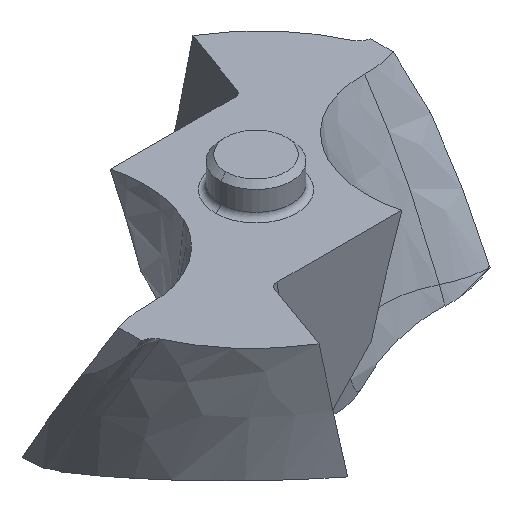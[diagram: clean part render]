
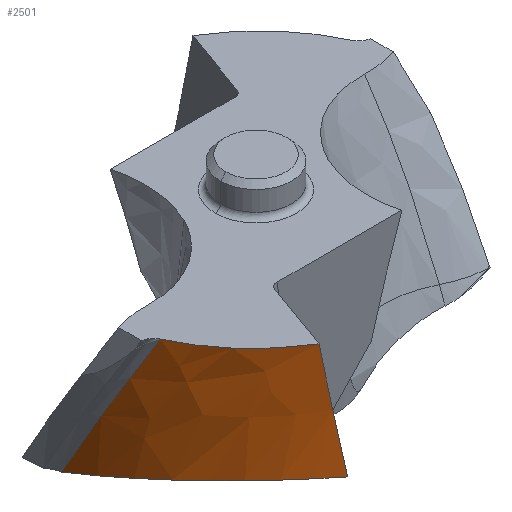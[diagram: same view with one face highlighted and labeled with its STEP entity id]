
A CAD part, isometric view. The second image highlights one B-rep face of the part: STEP entity #2501.
In plain terms, the highlighted free-form (B-spline) face has degree [3, 3] with [7, 5] control points.
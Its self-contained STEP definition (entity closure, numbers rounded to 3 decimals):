
#191=CARTESIAN_POINT('',(-2.847,-4.606,
0.));
#192=CARTESIAN_POINT('',(-3.222,-4.382,
0.));
#193=CARTESIAN_POINT('',(-4.065,-3.726,
0.));
#194=CARTESIAN_POINT('',(-4.684,-2.844,0.));
#195=CARTESIAN_POINT('',(-4.948,-2.278,
0.));
#428=CARTESIAN_POINT('',(-5.45,-0.028,
-4.085));
#429=CARTESIAN_POINT('',(-5.45,-0.21,
-4.016));
#430=CARTESIAN_POINT('',(-5.43,-0.563,
-3.886));
#431=CARTESIAN_POINT('',(-5.353,-1.064,
-3.72));
#432=CARTESIAN_POINT('',(-5.232,-1.544,
-3.578));
#433=CARTESIAN_POINT('',(-5.084,-1.975,
-3.465));
#434=CARTESIAN_POINT('',(-4.86,-2.469,
-3.355));
#435=CARTESIAN_POINT('',(-4.594,-2.921,
-3.277));
#436=CARTESIAN_POINT('',(-4.296,-3.333,
-3.226));
#437=CARTESIAN_POINT('',(-3.963,-3.712,
-3.2));
#438=CARTESIAN_POINT('',(-3.599,-4.056,
-3.199));
#439=CARTESIAN_POINT('',(-3.198,-4.369,
-3.224));
#440=CARTESIAN_POINT('',(-2.774,-4.642,
-3.273));
#441=CARTESIAN_POINT('',(-2.471,-4.8,
-3.322));
#442=CARTESIAN_POINT('',(-2.315,-4.872,
-3.35));
#761=CARTESIAN_POINT('',(-5.45,-0.028,
-4.085));
#786=CARTESIAN_POINT('',(-5.45,-0.028,
-4.085));
#787=CARTESIAN_POINT('',(-5.45,-0.467,
-3.286));
#788=CARTESIAN_POINT('',(-5.353,-1.23,
-1.924));
#789=CARTESIAN_POINT('',(-5.086,-1.977,
-0.562));
#790=CARTESIAN_POINT('',(-4.948,-2.278,
0.));
#792=CARTESIAN_POINT('',(-2.315,-4.872,
-3.35));
#793=CARTESIAN_POINT('',(-2.336,-4.855,
-3.209));
#794=CARTESIAN_POINT('',(-2.379,-4.821,
-2.912));
#795=CARTESIAN_POINT('',(-2.45,-4.773,
-2.443));
#796=CARTESIAN_POINT('',(-2.534,-4.727,
-1.905));
#797=CARTESIAN_POINT('',(-2.603,-4.695,
-1.471));
#798=CARTESIAN_POINT('',(-2.678,-4.664,
-1.014));
#799=CARTESIAN_POINT('',(-2.759,-4.635,
-0.525));
#800=CARTESIAN_POINT('',(-2.817,-4.616,
-0.178));
#801=CARTESIAN_POINT('',(-2.847,-4.606,
0.));
#965=CARTESIAN_POINT('',(-2.847,-4.606,
0.));
#966=VERTEX_POINT('',#965);
#967=VERTEX_POINT('',#195);
#999=VERTEX_POINT('',#761);
#1000=VERTEX_POINT('',#442);
#2458=CARTESIAN_POINT('',(-2.543,-4.816,
-4.127));
#2459=CARTESIAN_POINT('',(-2.214,-4.921,
-3.313));
#2460=CARTESIAN_POINT('',(-1.551,-5.117,
-1.925));
#2461=CARTESIAN_POINT('',(-0.713,-5.297,
-0.536));
#2462=CARTESIAN_POINT('',(-0.337,-5.363,
0.039));
#2463=CARTESIAN_POINT('',(-2.599,-4.786,
-4.127));
#2464=CARTESIAN_POINT('',(-2.271,-4.896,
-3.313));
#2465=CARTESIAN_POINT('',(-1.61,-5.101,
-1.925));
#2466=CARTESIAN_POINT('',(-0.774,-5.29,
-0.536));
#2467=CARTESIAN_POINT('',(-0.399,-5.36,
0.039));
#2468=CARTESIAN_POINT('',(-3.211,-4.451,
-4.127));
#2469=CARTESIAN_POINT('',(-2.898,-4.618,
-3.313));
#2470=CARTESIAN_POINT('',(-2.261,-4.92,
-1.925));
#2471=CARTESIAN_POINT('',(-1.449,-5.207,
-0.536));
#2472=CARTESIAN_POINT('',(-1.084,-5.318,
0.039));
#2473=CARTESIAN_POINT('',(-4.251,-3.584,
-4.127));
#2474=CARTESIAN_POINT('',(-3.987,-3.855,
-3.313));
#2475=CARTESIAN_POINT('',(-3.433,-4.335,
-1.925));
#2476=CARTESIAN_POINT('',(-2.704,-4.798,
-0.536));
#2477=CARTESIAN_POINT('',(-2.373,-4.982,
0.039));
#2478=CARTESIAN_POINT('',(-5.233,-1.894,
-4.127));
#2479=CARTESIAN_POINT('',(-5.086,-2.281,
-3.313));
#2480=CARTESIAN_POINT('',(-4.732,-2.96,
-1.925));
#2481=CARTESIAN_POINT('',(-4.203,-3.623,
-0.536));
#2482=CARTESIAN_POINT('',(-3.955,-3.889,
0.039));
#2483=CARTESIAN_POINT('',(-5.456,-0.602,
-4.127));
#2484=CARTESIAN_POINT('',(-5.409,-1.036,
-3.313));
#2485=CARTESIAN_POINT('',(-5.228,-1.793,
-1.925));
#2486=CARTESIAN_POINT('',(-4.871,-2.533,
-0.536));
#2487=CARTESIAN_POINT('',(-4.694,-2.832,
0.039));
#2488=CARTESIAN_POINT('',(-5.45,0.052,
-4.127));
#2489=CARTESIAN_POINT('',(-5.457,-0.395,
-3.313));
#2490=CARTESIAN_POINT('',(-5.367,-1.175,
-1.925));
#2491=CARTESIAN_POINT('',(-5.102,-1.939,
-0.536));
#2492=CARTESIAN_POINT('',(-4.963,-2.247,
0.039));
#2493=B_SPLINE_SURFACE_WITH_KNOTS('',3,3,((#2458,#2459,#2460,#2461,#2462),
(#2463,#2464,#2465,#2466,#2467),(#2468,#2469,#2470,#2471,#2472),(#2473,#2474,
#2475,#2476,#2477),(#2478,#2479,#2480,#2481,#2482),(#2483,#2484,#2485,#2486,
#2487),(#2488,#2489,#2490,#2491,#2492)),.UNSPECIFIED.,.F.,.F.,.F.,(4,1,1,1,4),
(4,1,4),(0.225,0.25,0.5,0.75,1.008),(
0.062,2.879,4.871),.UNSPECIFIED.);
#2494=ORIENTED_EDGE('',*,*,#1707,.F.);
#2495=ORIENTED_EDGE('',*,*,#2442,.T.);
#2496=ORIENTED_EDGE('',*,*,#1302,.F.);
#2498=ORIENTED_EDGE('',*,*,#2497,.F.);
#2499=EDGE_LOOP('',(#2494,#2495,#2496,#2498));
#2500=FACE_OUTER_BOUND('',#2499,.F.);
#196=B_SPLINE_CURVE_WITH_KNOTS('',3,(#191,#192,#193,#194,#195),.UNSPECIFIED.,
.F.,.F.,(4,1,4),(0.,0.411,1.),.UNSPECIFIED.);
#443=B_SPLINE_CURVE_WITH_KNOTS('',3,(#428,#429,#430,#431,#432,#433,#434,#435,
#436,#437,#438,#439,#440,#441,#442),.UNSPECIFIED.,.F.,.F.,(4,1,1,1,1,1,1,1,1,1,
1,1,4),(0.,0.083,0.167,0.25,0.333,
0.417,0.5,0.583,0.667,0.75,
0.833,0.917,1.),.UNSPECIFIED.);
#791=B_SPLINE_CURVE_WITH_KNOTS('',3,(#786,#787,#788,#789,#790),.UNSPECIFIED.,
.F.,.F.,(4,1,4),(0.,0.587,1.),.UNSPECIFIED.);
#802=B_SPLINE_CURVE_WITH_KNOTS('',3,(#792,#793,#794,#795,#796,#797,#798,#799,
#800,#801),.UNSPECIFIED.,.F.,.F.,(4,1,1,1,1,1,1,4),(0.,0.143,
0.286,0.429,0.571,0.714,
0.857,1.),.UNSPECIFIED.);
#1302=EDGE_CURVE('',#966,#967,#196,.T.);
#1707=EDGE_CURVE('',#999,#1000,#443,.T.);
#2442=EDGE_CURVE('',#999,#967,#791,.T.);
#2497=EDGE_CURVE('',#1000,#966,#802,.T.);
#2501=ADVANCED_FACE('',(#2500),#2493,.F.);
